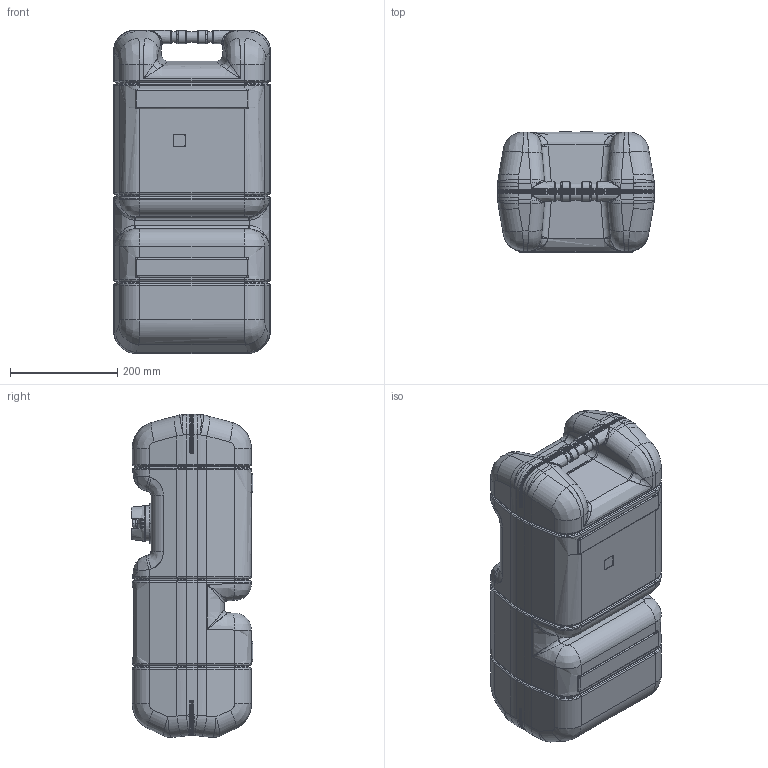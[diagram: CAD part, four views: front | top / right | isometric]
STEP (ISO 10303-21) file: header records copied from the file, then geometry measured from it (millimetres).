
FILE_DESCRIPTION(('FreeCAD Model'),'2;1');
FILE_NAME('Open CASCADE Shape Model','2025-05-05T08:34:27',('FreeCAD'),( 'FreeCAD'),'Open CASCADE STEP processor 7.6','FreeCAD','Unknown');
FILE_SCHEMA(('AUTOMOTIVE_DESIGN { 1 0 10303 214 1 1 1 1 }'));
Products named in the file (1): Open CASCADE STEP translator 7.6 1
Bounding box: 292.1 x 226.82 x 602.59 mm (x, y, z)
Surface area: 1478742.9 mm2 (no closed solid volume)
Topology: 0 solids, 3354 shells, 3354 faces, 28871 edges, 28767 vertices
Faces by surface type: bspline 2278, revolution 1076
Entity records: 337270 total; most frequent: CARTESIAN_POINT 169665, ORIENTED_EDGE 28776, EDGE_CURVE 28776, VERTEX_POINT 28776, DIRECTION 19009, B_SPLINE_CURVE_WITH_KNOTS 16732, LINE 7359, VECTOR 7359
